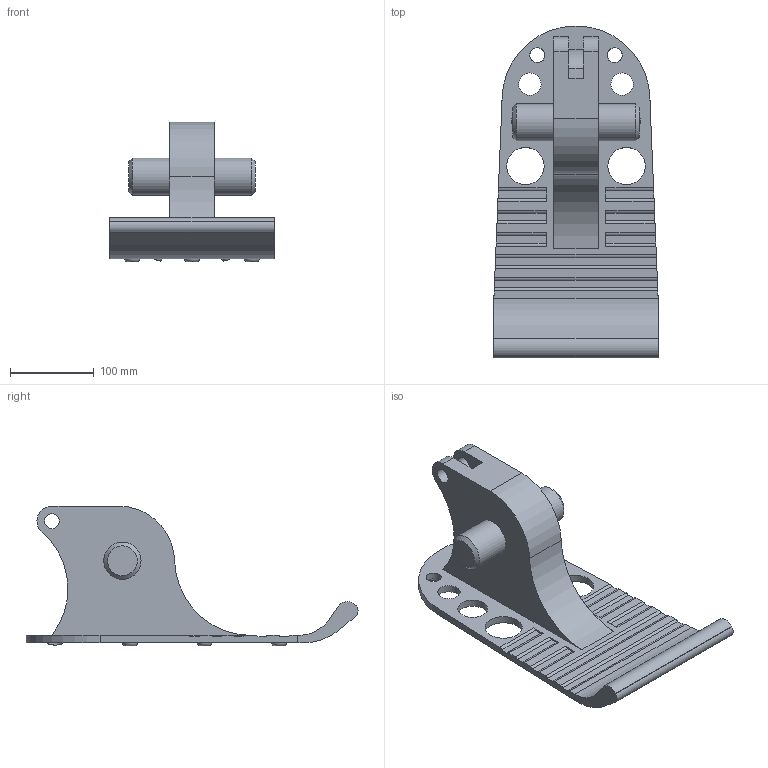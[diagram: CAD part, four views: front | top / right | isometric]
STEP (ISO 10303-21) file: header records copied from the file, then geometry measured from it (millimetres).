
FILE_DESCRIPTION(/* description */ (''),/* implementation_level */ '2;1');
FILE_NAME(/* name */ 'foot.stp',/* time_stamp */ '2019-08-09T11:13:30-04:00',/* author */ ('thowison'),/* organization */ (''),/* preprocessor_version */ 'ST-DEVELOPER v17',/* originating_system */ 'Autodesk Inventor 2018',/* authorisation */ '');
FILE_SCHEMA (('AUTOMOTIVE_DESIGN { 1 0 10303 214 3 1 1 }'));
Length unit declared in the file: inch
Products named in the file (1): foot scaled
Bounding box: 195.58 x 395.5 x 166.37 mm (x, y, z)
Volume: 1989911.5 mm3; surface area: 236093.3 mm2
Topology: 1 solids, 1 shells, 97 faces, 286 edges, 201 vertices
Faces by surface type: plane 45, cylinder 39, torus 11, cone 2
Full cylindrical faces by diameter (mm): 17.78 x4, 26.67 x2, 35.56 x2, 44.45 x4
Entity records: 3615 total; most frequent: CARTESIAN_POINT 671, DIRECTION 624, ORIENTED_EDGE 572, EDGE_CURVE 286, AXIS2_PLACEMENT_3D 246, VERTEX_POINT 201, LINE 132, VECTOR 132
